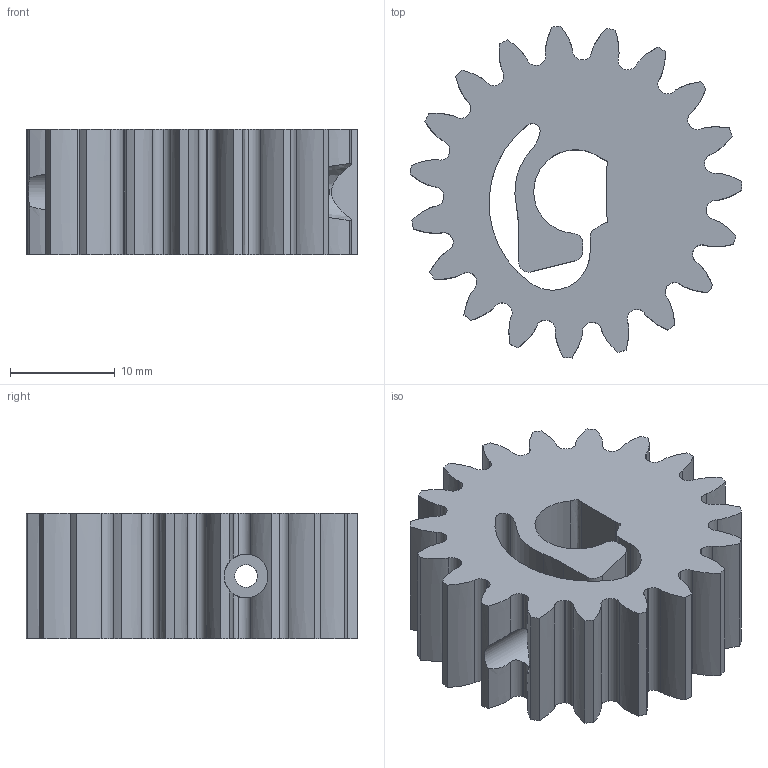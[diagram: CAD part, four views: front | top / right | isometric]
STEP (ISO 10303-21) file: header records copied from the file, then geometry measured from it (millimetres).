
FILE_DESCRIPTION(('FreeCAD Model'),'2;1');
FILE_NAME('Open CASCADE Shape Model','2023-10-18T11:32:54',(''),(''), 'Open CASCADE STEP processor 7.6','FreeCAD','Unknown');
FILE_SCHEMA(('AUTOMOTIVE_DESIGN { 1 0 10303 214 1 1 1 1 }'));
Length unit declared in the file: millimetre
Products named in the file (1): Module
Bounding box: 31.71 x 31.73 x 12 mm (x, y, z)
Volume: 6312.4 mm3; surface area: 4198.4 mm2
Topology: 1 solids, 1 shells, 155 faces, 470 edges, 313 vertices
Faces by surface type: cylinder 100, extrusion 42, plane 12, cone 1
Full cylindrical faces by diameter (mm): 2.2 x1, 3.1 x1, 4.2 x2
Entity records: 15560 total; most frequent: CARTESIAN_POINT 6846, DIRECTION 1469, ORIENTED_EDGE 940, PCURVE 940, DEFINITIONAL_REPRESENTATION 940, VECTOR 783, LINE 741, EDGE_CURVE 470
